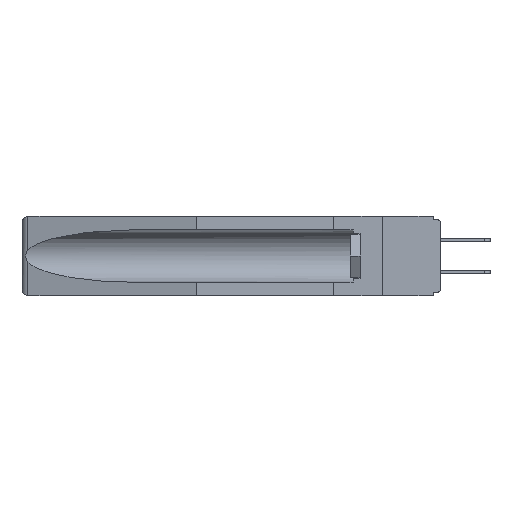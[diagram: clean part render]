
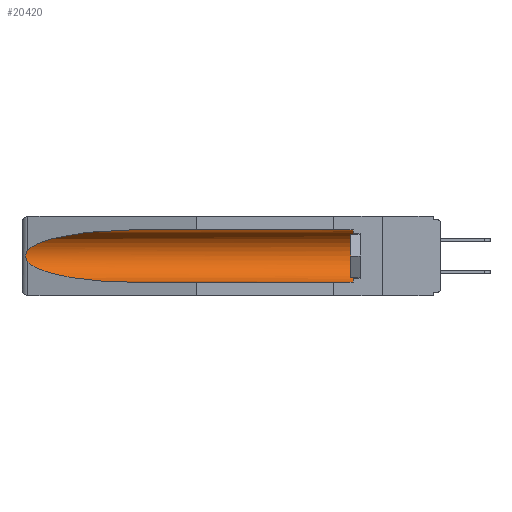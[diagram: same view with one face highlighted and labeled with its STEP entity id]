
A CAD part, left-side view. The second image highlights one B-rep face of the part: STEP entity #20420.
In plain terms, the highlighted cylindrical face has radius 2.857 mm (diameter 5.715 mm), a partial arc.
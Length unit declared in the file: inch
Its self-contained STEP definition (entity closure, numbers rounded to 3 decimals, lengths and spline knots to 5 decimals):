
#95 = CARTESIAN_POINT ( 'NONE',  ( 0.26537, 1.52718, -0.14972 ) ) ;
#203 = CARTESIAN_POINT ( 'NONE',  ( 0.21114, 1.30732, -0.284 ) ) ;
#889 = EDGE_CURVE ( 'NONE', #8488, #3086, #22272, .T. ) ;
#1464 = DIRECTION ( 'NONE',  ( 0., 0., 1. ) ) ;
#2169 = EDGE_CURVE ( 'NONE', #4293, #11197, #26550, .T. ) ;
#2236 = EDGE_CURVE ( 'NONE', #14011, #8488, #13185, .T. ) ;
#2774 = CYLINDRICAL_SURFACE ( 'NONE', #29065, 0.1125 ) ;
#2832 = EDGE_LOOP ( 'NONE', ( #14876, #9586, #7454, #10982, #10629, #20670 ) ) ;
#3086 = VERTEX_POINT ( 'NONE', #7733 ) ;
#4293 = VERTEX_POINT ( 'NONE', #31848 ) ;
#4562 = CARTESIAN_POINT ( 'NONE',  ( 0.2673, 1.53269, -0.17917 ) ) ;
#4657 = CARTESIAN_POINT ( 'NONE',  ( 0.2675, 1.53308, -0.17534 ) ) ;
#4982 = CARTESIAN_POINT ( 'NONE',  ( 0.21114, 1.30732, -0.059 ) ) ;
#5837 = EDGE_CURVE ( 'NONE', #11197, #14011, #23169, .T. ) ;
#6240 = AXIS2_PLACEMENT_3D ( 'NONE', #9092, #21545, #6541 ) ;
#6541 = DIRECTION ( 'NONE',  ( 0., 0., 1. ) ) ;
#7454 = ORIENTED_EDGE ( 'NONE', *, *, #21439, .T. ) ;
#7733 = CARTESIAN_POINT ( 'NONE',  ( 0.26537, 1.52718, -0.19328 ) ) ;
#8488 = VERTEX_POINT ( 'NONE', #95 ) ;
#8527 = CARTESIAN_POINT ( 'NONE',  ( 0.25451, 1.48313, -0.24835 ) ) ;
#8756 = VECTOR ( 'NONE', #18596, 39.37008 ) ;
#9005 = CARTESIAN_POINT ( 'NONE',  ( 0.155, 1.07973, -0.284 ) ) ;
#9092 = CARTESIAN_POINT ( 'NONE',  ( 0.155, 0.126, -0.1715 ) ) ;
#9586 = ORIENTED_EDGE ( 'NONE', *, *, #889, .T. ) ;
#10629 = ORIENTED_EDGE ( 'NONE', *, *, #2169, .T. ) ;
#10828 = CARTESIAN_POINT ( 'NONE',  ( 0.155, 1.07973, -0.059 ) ) ;
#10982 = ORIENTED_EDGE ( 'NONE', *, *, #18990, .F. ) ;
#11197 = VERTEX_POINT ( 'NONE', #30264 ) ;
#12207 = DIRECTION ( 'NONE',  ( 0., 1., 0. ) ) ;
#12664 = CARTESIAN_POINT ( 'NONE',  ( 0.25451, 1.48313, -0.09465 ) ) ;
#13185 =( BOUNDED_CURVE ( )  B_SPLINE_CURVE ( 3, ( #30050, #4982, #12664, #25021 ),
 .UNSPECIFIED., .F., .F. ) 
 B_SPLINE_CURVE_WITH_KNOTS ( ( 4, 4 ),
 ( 4.71239, 6.08839 ),
 .UNSPECIFIED. ) 
 CURVE ( )  GEOMETRIC_REPRESENTATION_ITEM ( )  RATIONAL_B_SPLINE_CURVE ( ( 1., 0.848, 0.848, 1. ) ) 
 REPRESENTATION_ITEM ( '' )  );
#14011 = VERTEX_POINT ( 'NONE', #10828 ) ;
#14876 = ORIENTED_EDGE ( 'NONE', *, *, #2236, .T. ) ;
#16518 = LINE ( 'NONE', #23864, #8756 ) ;
#16986 = CARTESIAN_POINT ( 'NONE',  ( 0.26655, 1.53094, -0.18657 ) ) ;
#17335 = CARTESIAN_POINT ( 'NONE',  ( 0.26537, 1.52718, -0.14972 ) ) ;
#17686 = CARTESIAN_POINT ( 'NONE',  ( 0.155, 1.07973, -0.284 ) ) ;
#18440 = VERTEX_POINT ( 'NONE', #9005 ) ;
#18441 = CARTESIAN_POINT ( 'NONE',  ( 0.26537, 1.52718, -0.19328 ) ) ;
#18596 = DIRECTION ( 'NONE',  ( 0., 1., 0. ) ) ;
#18990 = EDGE_CURVE ( 'NONE', #4293, #18440, #16518, .T. ) ;
#19063 = DIRECTION ( 'NONE',  ( 0., 1., 0. ) ) ;
#19169 = CARTESIAN_POINT ( 'NONE',  ( 0.155, -0.30754, -0.1715 ) ) ;
#19713 = CARTESIAN_POINT ( 'NONE',  ( 0.2675, 1.53308, -0.16763 ) ) ;
#20420 = ADVANCED_FACE ( 'NONE', ( #32154 ), #2774, .F. ) ;
#20670 = ORIENTED_EDGE ( 'NONE', *, *, #5837, .T. ) ;
#21194 = VECTOR ( 'NONE', #12207, 39.37008 ) ;
#21439 = EDGE_CURVE ( 'NONE', #3086, #18440, #29792, .T. ) ;
#21545 = DIRECTION ( 'NONE',  ( 0., -1., 0. ) ) ;
#22272 = B_SPLINE_CURVE_WITH_KNOTS ( 'NONE', 3,
 ( #17335, #24476, #26969, #29497, #19713, #4657, #4562, #16986, #24584, #27183 ),
 .UNSPECIFIED., .F., .F.,
 ( 4, 2, 2, 2, 4 ),
 ( 0., 0.00029, 0.00058, 0.00087, 0.00117 ),
 .UNSPECIFIED. ) ;
#23169 = LINE ( 'NONE', #24478, #21194 ) ;
#23864 = CARTESIAN_POINT ( 'NONE',  ( 0.155, -0.30754, -0.284 ) ) ;
#24476 = CARTESIAN_POINT ( 'NONE',  ( 0.26597, 1.52961, -0.15275 ) ) ;
#24478 = CARTESIAN_POINT ( 'NONE',  ( 0.155, -0.30754, -0.059 ) ) ;
#24584 = CARTESIAN_POINT ( 'NONE',  ( 0.26597, 1.5296, -0.19026 ) ) ;
#25021 = CARTESIAN_POINT ( 'NONE',  ( 0.26537, 1.52718, -0.14972 ) ) ;
#26550 = CIRCLE ( 'NONE', #6240, 0.1125 ) ;
#26969 = CARTESIAN_POINT ( 'NONE',  ( 0.26654, 1.53092, -0.15636 ) ) ;
#27183 = CARTESIAN_POINT ( 'NONE',  ( 0.26537, 1.52718, -0.19328 ) ) ;
#29065 = AXIS2_PLACEMENT_3D ( 'NONE', #19169, #19063, #1464 ) ;
#29497 = CARTESIAN_POINT ( 'NONE',  ( 0.2673, 1.5327, -0.16383 ) ) ;
#29792 =( BOUNDED_CURVE ( )  B_SPLINE_CURVE ( 3, ( #18441, #8527, #203, #17686 ),
 .UNSPECIFIED., .F., .F. ) 
 B_SPLINE_CURVE_WITH_KNOTS ( ( 4, 4 ),
 ( 0.1948, 1.5708 ),
 .UNSPECIFIED. ) 
 CURVE ( )  GEOMETRIC_REPRESENTATION_ITEM ( )  RATIONAL_B_SPLINE_CURVE ( ( 1., 0.848, 0.848, 1. ) ) 
 REPRESENTATION_ITEM ( '' )  );
#30050 = CARTESIAN_POINT ( 'NONE',  ( 0.155, 1.07973, -0.059 ) ) ;
#30264 = CARTESIAN_POINT ( 'NONE',  ( 0.155, 0.126, -0.059 ) ) ;
#31848 = CARTESIAN_POINT ( 'NONE',  ( 0.155, 0.126, -0.284 ) ) ;
#32154 = FACE_OUTER_BOUND ( 'NONE', #2832, .T. ) ;
